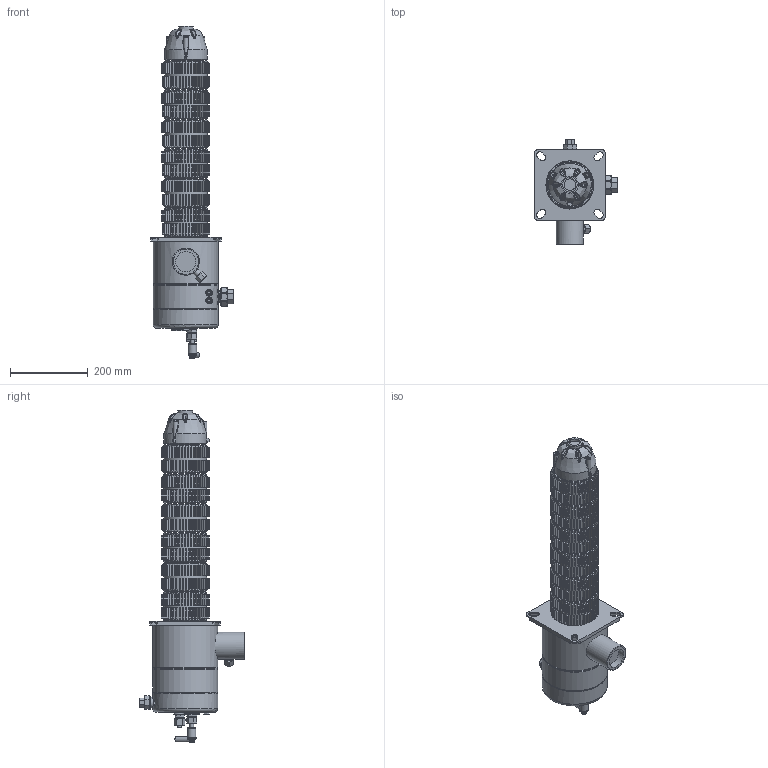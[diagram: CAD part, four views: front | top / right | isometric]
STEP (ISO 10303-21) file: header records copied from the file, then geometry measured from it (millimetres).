
FILE_DESCRIPTION(/* description */ (''),/* implementation_level */ '2;1');
FILE_NAME(/* name */ 'CAD00009961_Shrinkwrap_1.stp',/* time_stamp */ '2019-05-20T10:09:22+02:00',/* author */ ('s.wolff'),/* organization */ (''),/* preprocessor_version */ 'ST-DEVELOPER v17.2',/* originating_system */ 'Autodesk Inventor 2019',/* authorisation */ '');
FILE_SCHEMA (('AUTOMOTIVE_DESIGN { 1 0 10303 214 3 1 1 }'));
Products named in the file (1): CAD00009961_Shrinkwrap_1
Bounding box: 213.7 x 269.8 x 855.9 mm (x, y, z)
Volume: 10655164.9 mm3; surface area: 753863.2 mm2
Topology: 2 solids, 2 shells, 4100 faces, 10175 edges, 6704 vertices
Faces by surface type: plane 2175, cylinder 793, cone 731, bspline 367, torus 22, sphere 12
Full cylindrical faces by diameter (mm): 0.5 x1, 4.5 x1, 7 x4, 7.323 x1, 8.376 x1, 9 x5, 10 x8, 11.4 x1, 14 x1, 15 x1, 15.6 x1, 16.6 x1, 17 x4, 17.6 x1, 18.631 x1, 21.5 x1, 21.8 x1, 22 x1, 25.9 x1, 26 x1, 28 x1, 29.5 x1, 30 x1, 30.291 x1, 30.5 x2, 33.249 x1, 38 x2, 38.9 x1, 52 x1, 65 x1
Entity records: 131701 total; most frequent: CARTESIAN_POINT 33536, ORIENTED_EDGE 20330, DIRECTION 18478, EDGE_CURVE 10165, AXIS2_PLACEMENT_3D 6806, VERTEX_POINT 6703, LINE 4866, VECTOR 4866
